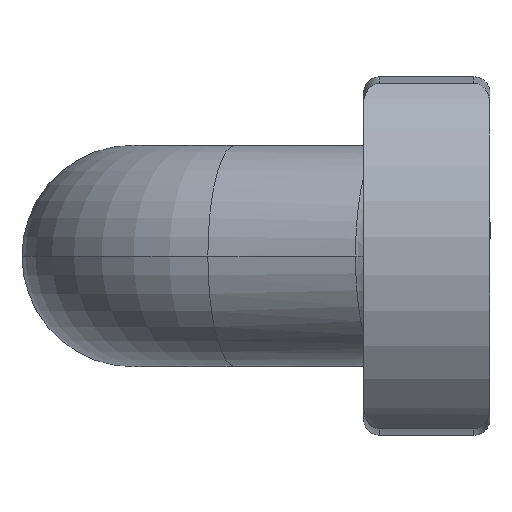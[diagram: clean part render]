
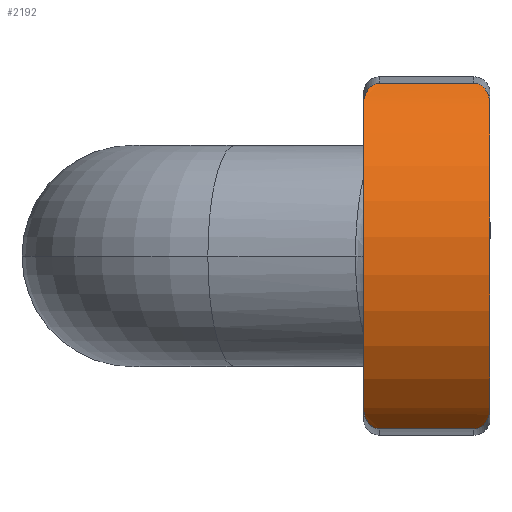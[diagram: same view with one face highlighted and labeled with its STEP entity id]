
A CAD part, left-side view. The second image highlights one B-rep face of the part: STEP entity #2192.
In plain terms, the highlighted cylindrical face has radius 6.985 mm (diameter 13.97 mm), a partial arc.
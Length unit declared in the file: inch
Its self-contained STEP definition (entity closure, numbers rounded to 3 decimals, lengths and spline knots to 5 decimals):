
#26 = VECTOR ( 'NONE', #3044, 39.37008 ) ;
#54 = CARTESIAN_POINT ( 'NONE',  ( -0.89614, 1.66941, -2.56314 ) ) ;
#94 = B_SPLINE_CURVE_WITH_KNOTS ( 'NONE', 3,
 ( #699, #1993, #417, #1773, #2795, #2028, #2763, #400, #2509, #3067, #141, #1472 ),
 .UNSPECIFIED., .F., .F.,
 ( 4, 2, 2, 2, 2, 4 ),
 ( 0., 0.00015, 0.0003, 0.00059, 0.00089, 0.00119 ),
 .UNSPECIFIED. ) ;
#120 = CARTESIAN_POINT ( 'NONE',  ( -0.92384, 1.52802, -2.53771 ) ) ;
#141 = CARTESIAN_POINT ( 'NONE',  ( -0.92115, 1.6855, -2.15613 ) ) ;
#142 = CIRCLE ( 'NONE', #588, 0.275 ) ;
#159 = ORIENTED_EDGE ( 'NONE', *, *, #1147, .F. ) ;
#165 = CARTESIAN_POINT ( 'NONE',  ( -0.91021, 1.53074, -2.14554 ) ) ;
#285 = CARTESIAN_POINT ( 'NONE',  ( -0.89564, 1.54802, -2.56354 ) ) ;
#384 = CARTESIAN_POINT ( 'NONE',  ( -0.72443, 1.6855, -2.34834 ) ) ;
#397 = VERTEX_POINT ( 'NONE', #1304 ) ;
#400 = CARTESIAN_POINT ( 'NONE',  ( -0.91018, 1.68276, -2.14552 ) ) ;
#416 = FACE_OUTER_BOUND ( 'NONE', #2705, .T. ) ;
#417 = CARTESIAN_POINT ( 'NONE',  ( -0.89614, 1.6694, -2.13353 ) ) ;
#426 = CARTESIAN_POINT ( 'NONE',  ( -0.89614, 1.54411, -2.13353 ) ) ;
#476 = CARTESIAN_POINT ( 'NONE',  ( -0.72443, 1.52802, -2.34834 ) ) ;
#527 = CARTESIAN_POINT ( 'NONE',  ( -0.89874, 1.53929, -2.56105 ) ) ;
#576 = ORIENTED_EDGE ( 'NONE', *, *, #1244, .T. ) ;
#588 = AXIS2_PLACEMENT_3D ( 'NONE', #476, #2584, #1268 ) ;
#613 = EDGE_CURVE ( 'NONE', #2802, #2387, #700, .T. ) ;
#641 = CARTESIAN_POINT ( 'NONE',  ( -0.92115, 1.52802, -2.15613 ) ) ;
#651 = DIRECTION ( 'NONE',  ( 0., 0., -1. ) ) ;
#691 = CARTESIAN_POINT ( 'NONE',  ( -0.90215, 1.53548, -2.13845 ) ) ;
#699 = CARTESIAN_POINT ( 'NONE',  ( -0.89564, 1.6655, -2.13313 ) ) ;
#700 = B_SPLINE_CURVE_WITH_KNOTS ( 'NONE', 3,
 ( #2275, #641, #2486, #1753, #165, #1221, #691, #1688, #1733, #426, #1432, #1192 ),
 .UNSPECIFIED., .F., .F.,
 ( 4, 2, 2, 2, 2, 4 ),
 ( 0., 0.00029, 0.00059, 0.00088, 0.00103, 0.00118 ),
 .UNSPECIFIED. ) ;
#769 = CARTESIAN_POINT ( 'NONE',  ( -0.91844, 1.68515, -2.54328 ) ) ;
#785 = CARTESIAN_POINT ( 'NONE',  ( -0.90215, 1.67804, -2.55822 ) ) ;
#795 = VERTEX_POINT ( 'NONE', #120 ) ;
#810 = CARTESIAN_POINT ( 'NONE',  ( -0.89769, 1.54076, -2.5619 ) ) ;
#849 = CARTESIAN_POINT ( 'NONE',  ( -0.91297, 1.52973, -2.54857 ) ) ;
#900 = CARTESIAN_POINT ( 'NONE',  ( -0.89564, 1.54802, -2.13313 ) ) ;
#908 = DIRECTION ( 'NONE',  ( 0., 1., 0. ) ) ;
#913 = CARTESIAN_POINT ( 'NONE',  ( -0.89564, 1.66748, -2.56354 ) ) ;
#915 = AXIS2_PLACEMENT_3D ( 'NONE', #1438, #908, #651 ) ;
#972 = ORIENTED_EDGE ( 'NONE', *, *, #1682, .T. ) ;
#1048 = B_SPLINE_CURVE_WITH_KNOTS ( 'NONE', 3,
 ( #285, #2667, #3136, #810, #527, #2122, #2102, #3199, #849, #1617, #3400, #1855 ),
 .UNSPECIFIED., .F., .F.,
 ( 4, 2, 2, 2, 2, 4 ),
 ( 0., 0.00015, 0.0003, 0.00059, 0.00089, 0.00119 ),
 .UNSPECIFIED. ) ;
#1147 = EDGE_CURVE ( 'NONE', #2453, #2387, #3290, .T. ) ;
#1152 = ORIENTED_EDGE ( 'NONE', *, *, #613, .T. ) ;
#1168 = CARTESIAN_POINT ( 'NONE',  ( -0.89564, 1.6655, -2.56354 ) ) ;
#1182 = DIRECTION ( 'NONE',  ( 0., -1., 0. ) ) ;
#1192 = CARTESIAN_POINT ( 'NONE',  ( -0.89564, 1.54802, -2.13313 ) ) ;
#1221 = CARTESIAN_POINT ( 'NONE',  ( -0.9048, 1.53363, -2.14072 ) ) ;
#1244 = EDGE_CURVE ( 'NONE', #795, #2802, #142, .T. ) ;
#1268 = DIRECTION ( 'NONE',  ( 0., 0., -1. ) ) ;
#1275 = EDGE_CURVE ( 'NONE', #3039, #795, #1048, .T. ) ;
#1304 = CARTESIAN_POINT ( 'NONE',  ( -0.92384, 1.6855, -2.15896 ) ) ;
#1372 = LINE ( 'NONE', #2422, #2356 ) ;
#1401 = CARTESIAN_POINT ( 'NONE',  ( -0.92384, 1.6855, -2.53771 ) ) ;
#1413 = CARTESIAN_POINT ( 'NONE',  ( -0.89564, 1.6655, -2.13313 ) ) ;
#1432 = CARTESIAN_POINT ( 'NONE',  ( -0.89564, 1.54603, -2.13313 ) ) ;
#1438 = CARTESIAN_POINT ( 'NONE',  ( -0.72443, 1.6855, -2.34834 ) ) ;
#1448 = VERTEX_POINT ( 'NONE', #2428 ) ;
#1472 = CARTESIAN_POINT ( 'NONE',  ( -0.92384, 1.6855, -2.15896 ) ) ;
#1477 = ORIENTED_EDGE ( 'NONE', *, *, #1275, .T. ) ;
#1617 = CARTESIAN_POINT ( 'NONE',  ( -0.91844, 1.52836, -2.54328 ) ) ;
#1625 = ORIENTED_EDGE ( 'NONE', *, *, #3210, .T. ) ;
#1682 = EDGE_CURVE ( 'NONE', #2126, #1448, #1997, .T. ) ;
#1688 = CARTESIAN_POINT ( 'NONE',  ( -0.89875, 1.53927, -2.13564 ) ) ;
#1733 = CARTESIAN_POINT ( 'NONE',  ( -0.8977, 1.54074, -2.13479 ) ) ;
#1753 = CARTESIAN_POINT ( 'NONE',  ( -0.91298, 1.52972, -2.14812 ) ) ;
#1773 = CARTESIAN_POINT ( 'NONE',  ( -0.89769, 1.67276, -2.13477 ) ) ;
#1783 = EDGE_CURVE ( 'NONE', #1448, #3039, #1372, .T. ) ;
#1815 = CARTESIAN_POINT ( 'NONE',  ( -0.91298, 1.68379, -2.54856 ) ) ;
#1851 = ORIENTED_EDGE ( 'NONE', *, *, #1783, .T. ) ;
#1855 = CARTESIAN_POINT ( 'NONE',  ( -0.92384, 1.52802, -2.53771 ) ) ;
#1865 = CARTESIAN_POINT ( 'NONE',  ( -0.89564, 1.54802, -2.56354 ) ) ;
#1869 = CARTESIAN_POINT ( 'NONE',  ( -0.92384, 1.6855, -2.53771 ) ) ;
#1993 = CARTESIAN_POINT ( 'NONE',  ( -0.89564, 1.66748, -2.13313 ) ) ;
#1997 = B_SPLINE_CURVE_WITH_KNOTS ( 'NONE', 3,
 ( #1869, #2083, #769, #1815, #3395, #2099, #785, #2881, #2208, #54, #913, #1168 ),
 .UNSPECIFIED., .F., .F.,
 ( 4, 2, 2, 2, 2, 4 ),
 ( 0., 0.00029, 0.00059, 0.00088, 0.00103, 0.00118 ),
 .UNSPECIFIED. ) ;
#2028 = CARTESIAN_POINT ( 'NONE',  ( -0.90214, 1.67804, -2.13845 ) ) ;
#2083 = CARTESIAN_POINT ( 'NONE',  ( -0.92115, 1.6855, -2.54054 ) ) ;
#2099 = CARTESIAN_POINT ( 'NONE',  ( -0.9048, 1.67989, -2.55595 ) ) ;
#2102 = CARTESIAN_POINT ( 'NONE',  ( -0.90481, 1.53363, -2.55595 ) ) ;
#2122 = CARTESIAN_POINT ( 'NONE',  ( -0.90214, 1.53548, -2.55823 ) ) ;
#2126 = VERTEX_POINT ( 'NONE', #1401 ) ;
#2192 = ADVANCED_FACE ( 'NONE', ( #416 ), #2808, .T. ) ;
#2208 = CARTESIAN_POINT ( 'NONE',  ( -0.8977, 1.67278, -2.56189 ) ) ;
#2275 = CARTESIAN_POINT ( 'NONE',  ( -0.92384, 1.52802, -2.15896 ) ) ;
#2356 = VECTOR ( 'NONE', #3212, 39.37008 ) ;
#2387 = VERTEX_POINT ( 'NONE', #900 ) ;
#2422 = CARTESIAN_POINT ( 'NONE',  ( -0.89564, 1.6855, -2.56354 ) ) ;
#2428 = CARTESIAN_POINT ( 'NONE',  ( -0.89564, 1.6655, -2.56354 ) ) ;
#2453 = VERTEX_POINT ( 'NONE', #1413 ) ;
#2486 = CARTESIAN_POINT ( 'NONE',  ( -0.91844, 1.52836, -2.1534 ) ) ;
#2509 = CARTESIAN_POINT ( 'NONE',  ( -0.91297, 1.68379, -2.1481 ) ) ;
#2541 = DIRECTION ( 'NONE',  ( 0., 0., -1. ) ) ;
#2554 = CARTESIAN_POINT ( 'NONE',  ( -0.89564, 1.6855, -2.13313 ) ) ;
#2584 = DIRECTION ( 'NONE',  ( 0., 1., 0. ) ) ;
#2616 = ORIENTED_EDGE ( 'NONE', *, *, #3095, .F. ) ;
#2667 = CARTESIAN_POINT ( 'NONE',  ( -0.89564, 1.54603, -2.56354 ) ) ;
#2705 = EDGE_LOOP ( 'NONE', ( #1851, #1477, #576, #1152, #159, #1625, #2616, #972 ) ) ;
#2763 = CARTESIAN_POINT ( 'NONE',  ( -0.90481, 1.67989, -2.14072 ) ) ;
#2795 = CARTESIAN_POINT ( 'NONE',  ( -0.89874, 1.67423, -2.13562 ) ) ;
#2802 = VERTEX_POINT ( 'NONE', #3284 ) ;
#2808 = CYLINDRICAL_SURFACE ( 'NONE', #2871, 0.275 ) ;
#2871 = AXIS2_PLACEMENT_3D ( 'NONE', #384, #1182, #2541 ) ;
#2881 = CARTESIAN_POINT ( 'NONE',  ( -0.89875, 1.67425, -2.56103 ) ) ;
#2998 = CIRCLE ( 'NONE', #915, 0.275 ) ;
#3039 = VERTEX_POINT ( 'NONE', #1865 ) ;
#3044 = DIRECTION ( 'NONE',  ( 0., -1., 0. ) ) ;
#3067 = CARTESIAN_POINT ( 'NONE',  ( -0.91844, 1.68515, -2.15339 ) ) ;
#3095 = EDGE_CURVE ( 'NONE', #2126, #397, #2998, .T. ) ;
#3136 = CARTESIAN_POINT ( 'NONE',  ( -0.89614, 1.54412, -2.56315 ) ) ;
#3199 = CARTESIAN_POINT ( 'NONE',  ( -0.91018, 1.53076, -2.55115 ) ) ;
#3210 = EDGE_CURVE ( 'NONE', #2453, #397, #94, .T. ) ;
#3212 = DIRECTION ( 'NONE',  ( 0., -1., 0. ) ) ;
#3284 = CARTESIAN_POINT ( 'NONE',  ( -0.92384, 1.52802, -2.15896 ) ) ;
#3290 = LINE ( 'NONE', #2554, #26 ) ;
#3395 = CARTESIAN_POINT ( 'NONE',  ( -0.91021, 1.68277, -2.55113 ) ) ;
#3400 = CARTESIAN_POINT ( 'NONE',  ( -0.92115, 1.52802, -2.54054 ) ) ;
